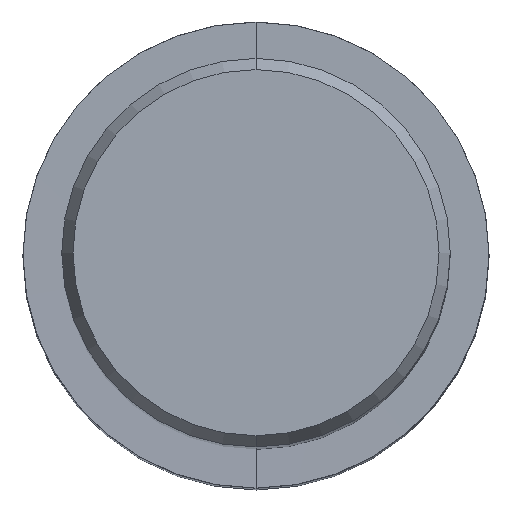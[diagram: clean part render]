
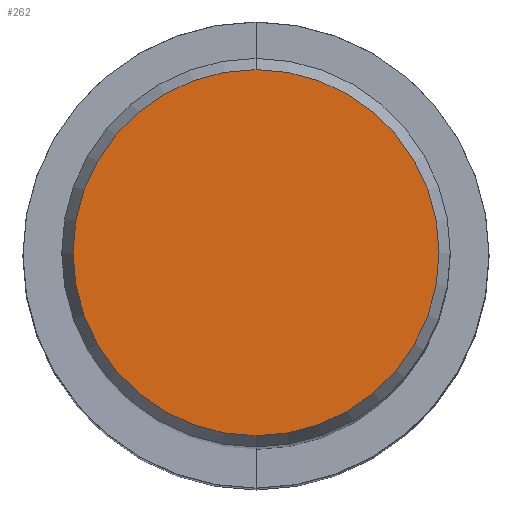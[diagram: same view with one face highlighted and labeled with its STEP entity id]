
A CAD part, top view. The second image highlights one B-rep face of the part: STEP entity #262.
In plain terms, the highlighted planar face has unit normal (0, 0, 1).
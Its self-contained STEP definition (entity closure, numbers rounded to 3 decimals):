
#172=EDGE_CURVE('',#268,#234,#358,.T.);
#234=VERTEX_POINT('',#429);
#260=EDGE_CURVE('',#234,#268,#458,.T.);
#262=ADVANCED_FACE('',(#460),#461,.T.);
#268=VERTEX_POINT('',#467);
#358=CIRCLE('',#568,7.479);
#429=CARTESIAN_POINT('',(0.0,7.479,0.01));
#458=CIRCLE('',#695,7.479);
#460=FACE_OUTER_BOUND('',#697,.T.);
#461=PLANE('',#698);
#467=CARTESIAN_POINT('',(0.,-7.479,0.01));
#568=AXIS2_PLACEMENT_3D('',#803,#804,#805);
#695=AXIS2_PLACEMENT_3D('',#923,#924,#925);
#697=EDGE_LOOP('',(#927,#928));
#698=AXIS2_PLACEMENT_3D('',#929,#930,#931);
#803=CARTESIAN_POINT('',(0.0,0.0,0.01));
#804=DIRECTION('',(0.0,0.0,-1.0));
#805=DIRECTION('',(0.0,1.0,0.0));
#923=CARTESIAN_POINT('',(0.0,0.0,0.01));
#924=DIRECTION('',(0.0,0.0,-1.0));
#925=DIRECTION('',(0.0,1.0,0.0));
#927=ORIENTED_EDGE('',*,*,#260,.F.);
#928=ORIENTED_EDGE('',*,*,#172,.F.);
#929=CARTESIAN_POINT('',(0.0,3.74,0.01));
#930=DIRECTION('',(-0.0,0.0,1.0));
#931=DIRECTION('',(0.0,-1.0,0.0));
